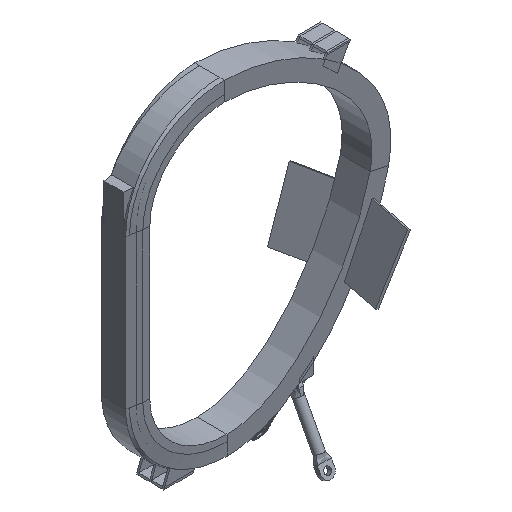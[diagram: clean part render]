
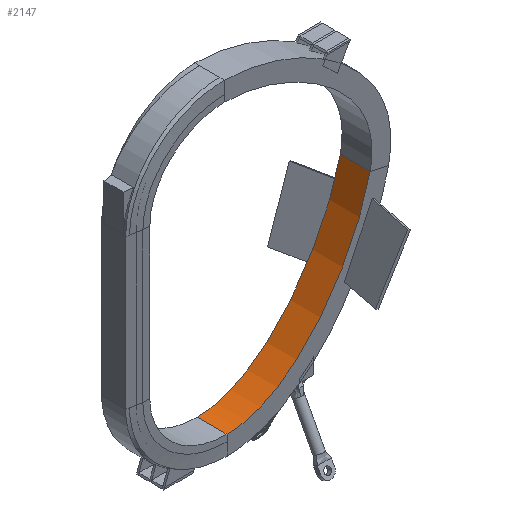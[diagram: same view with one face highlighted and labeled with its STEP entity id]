
A CAD part, isometric view. The second image highlights one B-rep face of the part: STEP entity #2147.
In plain terms, the highlighted free-form (B-spline) face has degree [1, 3] with [2, 4] control points.
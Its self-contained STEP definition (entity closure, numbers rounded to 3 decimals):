
#1543 = PLANE('',#1544);
#1544 = AXIS2_PLACEMENT_3D('',#1545,#1546,#1547);
#1545 = CARTESIAN_POINT('',(13636.686,-812.17,
    -5465.664));
#1546 = DIRECTION('',(0.,1.,0.));
#1547 = DIRECTION('',(0.752,0.,-0.659)
  );
#1689 = EDGE_CURVE('',#1690,#1692,#1694,.T.);
#1690 = VERTEX_POINT('',#1691);
#1691 = CARTESIAN_POINT('',(16443.768,-812.17,
    23.566));
#1692 = VERTEX_POINT('',#1693);
#1693 = CARTESIAN_POINT('',(8661.628,-812.17,
    -8468.888));
#1694 = SURFACE_CURVE('',#1695,(#1700,#1708),.PCURVE_S1.);
#1695 = B_SPLINE_CURVE_WITH_KNOTS('',3,(#1696,#1697,#1698,#1699),
  .UNSPECIFIED.,.F.,.F.,(4,4),(0.,1.),.PIECEWISE_BEZIER_KNOTS.);
#1696 = CARTESIAN_POINT('',(16443.768,-812.17,
    23.566));
#1697 = CARTESIAN_POINT('',(15632.049,-812.17,
    -3630.993));
#1698 = CARTESIAN_POINT('',(12408.27,-812.17,
    -8468.888));
#1699 = CARTESIAN_POINT('',(8661.628,-812.17,
    -8468.888));
#1700 = PCURVE('',#1543,#1701);
#1701 = DEFINITIONAL_REPRESENTATION('',(#1702),#1707);
#1702 = B_SPLINE_CURVE_WITH_KNOTS('',3,(#1703,#1704,#1705,#1706),
  .UNSPECIFIED.,.F.,.F.,(4,4),(0.,1.),.PIECEWISE_BEZIER_KNOTS.);
#1703 = CARTESIAN_POINT('',(-1504.392,-5978.976));
#1704 = CARTESIAN_POINT('',(292.51,-2694.797));
#1705 = CARTESIAN_POINT('',(1054.316,3068.676));
#1706 = CARTESIAN_POINT('',(-1764.389,5536.92));
#1707 = ( GEOMETRIC_REPRESENTATION_CONTEXT(2) 
PARAMETRIC_REPRESENTATION_CONTEXT() REPRESENTATION_CONTEXT('2D SPACE',''
  ) );
#1708 = PCURVE('',#1709,#1718);
#1709 = B_SPLINE_SURFACE_WITH_KNOTS('',1,3,(
    (#1710,#1711,#1712,#1713)
    ,(#1714,#1715,#1716,#1717
    )),.UNSPECIFIED.,.F.,.F.,.F.,(2,2),(4,4),(1.,2.),(0.,1.),
  .PIECEWISE_BEZIER_KNOTS.);
#1710 = CARTESIAN_POINT('',(16443.768,812.17,
    23.566));
#1711 = CARTESIAN_POINT('',(15632.049,812.17,
    -3630.993));
#1712 = CARTESIAN_POINT('',(12408.27,812.17,
    -8468.888));
#1713 = CARTESIAN_POINT('',(8661.628,812.17,
    -8468.888));
#1714 = CARTESIAN_POINT('',(16443.768,-812.17,
    23.566));
#1715 = CARTESIAN_POINT('',(15632.049,-812.17,
    -3630.993));
#1716 = CARTESIAN_POINT('',(12408.27,-812.17,
    -8468.888));
#1717 = CARTESIAN_POINT('',(8661.628,-812.17,
    -8468.888));
#1718 = DEFINITIONAL_REPRESENTATION('',(#1719),#1722);
#1719 = B_SPLINE_CURVE_WITH_KNOTS('',1,(#1720,#1721),.UNSPECIFIED.,.F.,
  .F.,(2,2),(0.,1.),.PIECEWISE_BEZIER_KNOTS.);
#1720 = CARTESIAN_POINT('',(2.,0.));
#1721 = CARTESIAN_POINT('',(2.,1.));
#1722 = ( GEOMETRIC_REPRESENTATION_CONTEXT(2) 
PARAMETRIC_REPRESENTATION_CONTEXT() REPRESENTATION_CONTEXT('2D SPACE',''
  ) );
#2147 = ADVANCED_FACE('',(#2148),#1709,.F.);
#2148 = FACE_BOUND('',#2149,.F.);
#2149 = EDGE_LOOP('',(#2150,#2195,#2222,#2223));
#2150 = ORIENTED_EDGE('',*,*,#2151,.F.);
#2151 = EDGE_CURVE('',#2152,#2154,#2156,.T.);
#2152 = VERTEX_POINT('',#2153);
#2153 = CARTESIAN_POINT('',(16443.768,812.17,
    23.566));
#2154 = VERTEX_POINT('',#2155);
#2155 = CARTESIAN_POINT('',(8661.628,812.17,
    -8468.888));
#2156 = SURFACE_CURVE('',#2157,(#2169,#2175),.PCURVE_S1.);
#2157 = B_SPLINE_CURVE_WITH_KNOTS('',10,(#2158,#2159,#2160,#2161,#2162,
    #2163,#2164,#2165,#2166,#2167,#2168),.UNSPECIFIED.,.F.,.F.,(11,11),(
    0.,1.),.PIECEWISE_BEZIER_KNOTS.);
#2158 = CARTESIAN_POINT('',(16443.768,812.17,
    23.566));
#2159 = CARTESIAN_POINT('',(16200.252,812.17,
    -1072.802));
#2160 = CARTESIAN_POINT('',(15795.932,812.17,
    -2248.058));
#2161 = CARTESIAN_POINT('',(15246.552,812.17,
    -3452.027));
#2162 = CARTESIAN_POINT('',(14567.854,812.17,
    -4634.531));
#2163 = CARTESIAN_POINT('',(13775.583,812.17,
    -5745.394));
#2164 = CARTESIAN_POINT('',(12885.48,812.17,
    -6734.437));
#2165 = CARTESIAN_POINT('',(11913.29,812.17,
    -7551.486));
#2166 = CARTESIAN_POINT('',(10874.756,812.17,
    -8146.361));
#2167 = CARTESIAN_POINT('',(9785.621,812.17,
    -8468.888));
#2168 = CARTESIAN_POINT('',(8661.628,812.17,
    -8468.888));
#2169 = PCURVE('',#1709,#2170);
#2170 = DEFINITIONAL_REPRESENTATION('',(#2171),#2174);
#2171 = B_SPLINE_CURVE_WITH_KNOTS('',1,(#2172,#2173),.UNSPECIFIED.,.F.,
  .F.,(2,2),(0.,1.),.PIECEWISE_BEZIER_KNOTS.);
#2172 = CARTESIAN_POINT('',(1.,0.));
#2173 = CARTESIAN_POINT('',(1.,1.));
#2174 = ( GEOMETRIC_REPRESENTATION_CONTEXT(2) 
PARAMETRIC_REPRESENTATION_CONTEXT() REPRESENTATION_CONTEXT('2D SPACE',''
  ) );
#2175 = PCURVE('',#2176,#2181);
#2176 = PLANE('',#2177);
#2177 = AXIS2_PLACEMENT_3D('',#2178,#2179,#2180);
#2178 = CARTESIAN_POINT('',(13636.686,812.17,
    -5465.664));
#2179 = DIRECTION('',(0.,-1.,0.));
#2180 = DIRECTION('',(-0.752,0.,0.659)
  );
#2181 = DEFINITIONAL_REPRESENTATION('',(#2182),#2194);
#2182 = B_SPLINE_CURVE_WITH_KNOTS('',10,(#2183,#2184,#2185,#2186,#2187,
    #2188,#2189,#2190,#2191,#2192,#2193),.UNSPECIFIED.,.F.,.F.,(11,11),(
    0.,1.),.PIECEWISE_BEZIER_KNOTS.);
#2183 = CARTESIAN_POINT('',(1504.392,-5978.976));
#2184 = CARTESIAN_POINT('',(965.322,-4993.722));
#2185 = CARTESIAN_POINT('',(495.257,-3843.182));
#2186 = CARTESIAN_POINT('',(115.411,-2575.477));
#2187 = CARTESIAN_POINT('',(-153.005,-1238.728));
#2188 = CARTESIAN_POINT('',(-288.779,118.945));
#2189 = CARTESIAN_POINT('',(-270.7,1449.42));
#2190 = CARTESIAN_POINT('',(-77.555,2704.576));
#2191 = CARTESIAN_POINT('',(311.867,3836.292));
#2192 = CARTESIAN_POINT('',(918.778,4796.447));
#2193 = CARTESIAN_POINT('',(1764.389,5536.92));
#2194 = ( GEOMETRIC_REPRESENTATION_CONTEXT(2) 
PARAMETRIC_REPRESENTATION_CONTEXT() REPRESENTATION_CONTEXT('2D SPACE',''
  ) );
#2195 = ORIENTED_EDGE('',*,*,#2196,.T.);
#2196 = EDGE_CURVE('',#2152,#1690,#2197,.T.);
#2197 = SURFACE_CURVE('',#2198,(#2201,#2207),.PCURVE_S1.);
#2198 = B_SPLINE_CURVE_WITH_KNOTS('',1,(#2199,#2200),.UNSPECIFIED.,.F.,
  .F.,(2,2),(1.,2.),.PIECEWISE_BEZIER_KNOTS.);
#2199 = CARTESIAN_POINT('',(16443.768,812.17,
    23.566));
#2200 = CARTESIAN_POINT('',(16443.768,-812.17,
    23.566));
#2201 = PCURVE('',#1709,#2202);
#2202 = DEFINITIONAL_REPRESENTATION('',(#2203),#2206);
#2203 = B_SPLINE_CURVE_WITH_KNOTS('',1,(#2204,#2205),.UNSPECIFIED.,.F.,
  .F.,(2,2),(1.,2.),.PIECEWISE_BEZIER_KNOTS.);
#2204 = CARTESIAN_POINT('',(1.,0.));
#2205 = CARTESIAN_POINT('',(2.,0.));
#2206 = ( GEOMETRIC_REPRESENTATION_CONTEXT(2) 
PARAMETRIC_REPRESENTATION_CONTEXT() REPRESENTATION_CONTEXT('2D SPACE',''
  ) );
#2207 = PCURVE('',#2208,#2217);
#2208 = B_SPLINE_SURFACE_WITH_KNOTS('',1,3,(
    (#2209,#2210,#2211,#2212)
    ,(#2213,#2214,#2215,#2216
    )),.UNSPECIFIED.,.F.,.F.,.F.,(2,2),(4,4),(1.,2.),(0.,1.),
  .PIECEWISE_BEZIER_KNOTS.);
#2209 = CARTESIAN_POINT('',(8537.513,812.17,
    7246.587));
#2210 = CARTESIAN_POINT('',(12020.898,812.17,
    7246.587));
#2211 = CARTESIAN_POINT('',(17354.217,812.17,
    4122.639));
#2212 = CARTESIAN_POINT('',(16443.768,812.17,
    23.566));
#2213 = CARTESIAN_POINT('',(8537.513,-812.17,
    7246.587));
#2214 = CARTESIAN_POINT('',(12020.898,-812.17,
    7246.587));
#2215 = CARTESIAN_POINT('',(17354.217,-812.17,
    4122.639));
#2216 = CARTESIAN_POINT('',(16443.768,-812.17,
    23.566));
#2217 = DEFINITIONAL_REPRESENTATION('',(#2218),#2221);
#2218 = B_SPLINE_CURVE_WITH_KNOTS('',1,(#2219,#2220),.UNSPECIFIED.,.F.,
  .F.,(2,2),(1.,2.),.PIECEWISE_BEZIER_KNOTS.);
#2219 = CARTESIAN_POINT('',(1.,1.));
#2220 = CARTESIAN_POINT('',(2.,1.));
#2221 = ( GEOMETRIC_REPRESENTATION_CONTEXT(2) 
PARAMETRIC_REPRESENTATION_CONTEXT() REPRESENTATION_CONTEXT('2D SPACE',''
  ) );
#2222 = ORIENTED_EDGE('',*,*,#1689,.T.);
#2223 = ORIENTED_EDGE('',*,*,#2224,.F.);
#2224 = EDGE_CURVE('',#2154,#1692,#2225,.T.);
#2225 = SURFACE_CURVE('',#2226,(#2229,#2235),.PCURVE_S1.);
#2226 = B_SPLINE_CURVE_WITH_KNOTS('',1,(#2227,#2228),.UNSPECIFIED.,.F.,
  .F.,(2,2),(1.,2.),.PIECEWISE_BEZIER_KNOTS.);
#2227 = CARTESIAN_POINT('',(8661.628,812.17,
    -8468.888));
#2228 = CARTESIAN_POINT('',(8661.628,-812.17,
    -8468.888));
#2229 = PCURVE('',#1709,#2230);
#2230 = DEFINITIONAL_REPRESENTATION('',(#2231),#2234);
#2231 = B_SPLINE_CURVE_WITH_KNOTS('',1,(#2232,#2233),.UNSPECIFIED.,.F.,
  .F.,(2,2),(1.,2.),.PIECEWISE_BEZIER_KNOTS.);
#2232 = CARTESIAN_POINT('',(1.,1.));
#2233 = CARTESIAN_POINT('',(2.,1.));
#2234 = ( GEOMETRIC_REPRESENTATION_CONTEXT(2) 
PARAMETRIC_REPRESENTATION_CONTEXT() REPRESENTATION_CONTEXT('2D SPACE',''
  ) );
#2235 = PCURVE('',#2236,#2245);
#2236 = B_SPLINE_SURFACE_WITH_KNOTS('',1,3,(
    (#2237,#2238,#2239,#2240)
    ,(#2241,#2242,#2243,#2244
    )),.UNSPECIFIED.,.F.,.F.,.F.,(2,2),(4,4),(2.,3.),(0.,1.),
  .PIECEWISE_BEZIER_KNOTS.);
#2237 = CARTESIAN_POINT('',(8661.628,-812.17,
    -8468.888));
#2238 = CARTESIAN_POINT('',(6227.927,-812.17,
    -8468.888));
#2239 = CARTESIAN_POINT('',(4464.135,-812.17,
    -6646.961));
#2240 = CARTESIAN_POINT('',(4464.135,-812.17,
    -4695.606));
#2241 = CARTESIAN_POINT('',(8661.628,812.17,
    -8468.888));
#2242 = CARTESIAN_POINT('',(6227.927,812.17,
    -8468.888));
#2243 = CARTESIAN_POINT('',(4464.135,812.17,
    -6646.961));
#2244 = CARTESIAN_POINT('',(4464.135,812.17,
    -4695.606));
#2245 = DEFINITIONAL_REPRESENTATION('',(#2246),#2249);
#2246 = B_SPLINE_CURVE_WITH_KNOTS('',1,(#2247,#2248),.UNSPECIFIED.,.F.,
  .F.,(2,2),(1.,2.),.PIECEWISE_BEZIER_KNOTS.);
#2247 = CARTESIAN_POINT('',(3.,0.));
#2248 = CARTESIAN_POINT('',(2.,0.));
#2249 = ( GEOMETRIC_REPRESENTATION_CONTEXT(2) 
PARAMETRIC_REPRESENTATION_CONTEXT() REPRESENTATION_CONTEXT('2D SPACE',''
  ) );
